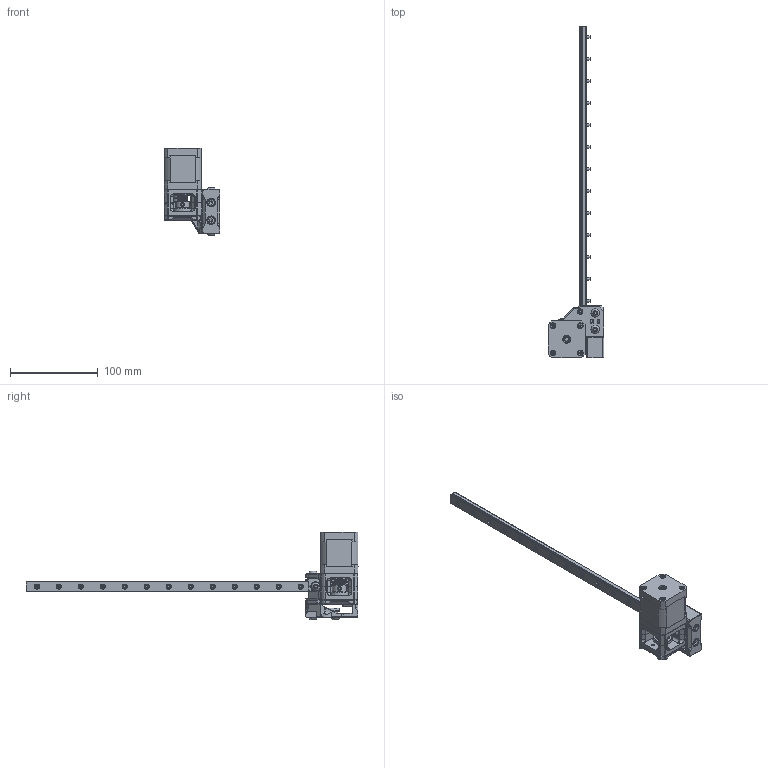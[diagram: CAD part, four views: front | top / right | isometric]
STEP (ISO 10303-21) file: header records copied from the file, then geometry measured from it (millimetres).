
FILE_DESCRIPTION(/* description */ ('STEP AP242','CAx-IF Rec.Pracs.---Representation and Presentation of Product Manufacturing Information (PMI)---4.0---2014-10-13','CAx-IF Rec.Pracs.---3D Tessellated Geometry---0.4---2014-09-14','2;1'),/* implementation_level */ '2;1');
FILE_NAME(/* name */ '686483c0c1846b45f42d6de0',/* time_stamp */ '2025-07-02T00:56:34Z',/* author */ (''),/* organization */ (''),/* preprocessor_version */ 'ST-DEVELOPER v20',/* originating_system */ 'ONSHAPE BY PTC INC, 1.200',/* authorisation */ ' ');
FILE_SCHEMA (('AP242_MANAGED_MODEL_BASED_3D_ENGINEERING_MIM_LF { 1 0 10303 442 1 1 4 }'));
Products named in the file (57): Assembly 1; M5 2020 drop-in T-nut_2; Hex socket head cap screw M5x0.80 x 12_6; D5x30 smooth pin; M3x35 SHCS_2; Printed_short_shaft_double_shear_housing; _M3x8 SHCS_3; M5x10 BHCS_1; _M3x8 SHCS_11; M5 2020 drop-in T-nut_1; M3x30 SHCS; Printed_short_shaft_double_shear_twist_lock; _M3x8 SHCS_4; _M3x8 SHCS_10; M5 washer; _M3x8 SHCS_9; _M3x8 SHCS_1; F695 flanged bearing_4; Printed_VT_6mm_front_motor_mount_b; _M3x8 SHCS_7; M5 2020 drop-in T-nut; 2040 Adapter AWD Rods Right; M3xD4.5x4 threaded insert_1; M5 washer_2; GT2 20T 6mm pulley; M5 2020 drop-in T-nut_5; M3x35 SHCS; _MGN12 rail - 300mm; _stepper; M3 washer; _M3x8 SHCS_6; Hex socket head cap screw M5x0.80 x 12_9; _M3x8 SHCS_5; _standard shaft; Shim 1mm; M5x10 BHCS_2; M5 2020 drop-in T-nut_4; _M3x8 SHCS_2; M3 washer_2; M3 washer_3 ...
Assembly tree (56 placements, depth 2):
  Assembly 1
    M5 2020 drop-in T-nut_2
    Hex socket head cap screw M5x0.80 x 12_6
    D5x30 smooth pin
    M3x35 SHCS_2
    Printed_short_shaft_double_shear_housing
    _M3x8 SHCS_3
    M5x10 BHCS_1
    _M3x8 SHCS_11
    M5 2020 drop-in T-nut_1
    M3x30 SHCS
    Printed_short_shaft_double_shear_twist_lock
    _M3x8 SHCS_4
    _M3x8 SHCS_10
    M5 washer
    _M3x8 SHCS_9
    _M3x8 SHCS_1
    F695 flanged bearing_4
    Printed_VT_6mm_front_motor_mount_b
    _M3x8 SHCS_7
    M5 2020 drop-in T-nut
    2040 Adapter AWD Rods Right
    M3xD4.5x4 threaded insert_1
    M5 washer_2
    GT2 20T 6mm pulley
    M5 2020 drop-in T-nut_5
    M3x35 SHCS
    GT2 20T 6mm pulley
    _MGN12 rail - 300mm
    _stepper
    M3 washer
    _M3x8 SHCS_6
    Hex socket head cap screw M5x0.80 x 12_9
    _M3x8 SHCS_5
    _standard shaft
    GT2 20T 6mm pulley
    Shim 1mm
    M5x10 BHCS_2
    M5 2020 drop-in T-nut_4
    _M3x8 SHCS_2
    M3 washer_2
    _M3x8 SHCS_11
    M3 washer_3
    M5x10 BHCS_3
    Printed_VT_6mm_front_motor_mount_a
    F695 flanged bearing_1
    _M3x8 SHCS_1
    M3x35 SHCS_1
    M3x35 SHCS_3
    _M3x8 SHCS_8
    M5x16 BHCS_1
    M3 washer_4
    F695 flanged bearing
    M5 2020 drop-in T-nut_3
    M5x10 BHCS
    M5x16 BHCS
    2040 Cap Rods AWD
Bounding box: 63.6 x 377.6 x 99.75 mm (x, y, z)
Volume: 182403.2 mm3; surface area: 75660.3 mm2
Topology: 56 solids, 56 shells, 2112 faces, 5170 edges, 3258 vertices
Faces by surface type: plane 1016, cylinder 592, cone 371, torus 68, bspline 57, sphere 8
Full cylindrical faces by diameter (mm): 2.464 x4, 3 x23, 3.108 x4, 3.2 x6, 3.4 x14, 3.5 x13, 4.1 x1, 4.2 x6, 4.5 x1, 5 x15, 5.001 x1, 5.2 x4, 5.3 x2, 5.4 x4, 5.5 x18, 5.6 x1, 6 x16, 6.5 x7, 7 x4, 7.2 x4, 7.3 x2, 7.6 x2, 7.823 x2, 8 x1, 8.141 x2, 8.5 x2, 9 x3, 9.5 x6, 10 x2, 11.5 x6
Entity records: 65520 total; most frequent: CARTESIAN_POINT 15868, DIRECTION 10130, ORIENTED_EDGE 9204, EDGE_CURVE 4602, AXIS2_PLACEMENT_3D 3875, VERTEX_POINT 3134, FACE_BOUND 2772, EDGE_LOOP 2770
